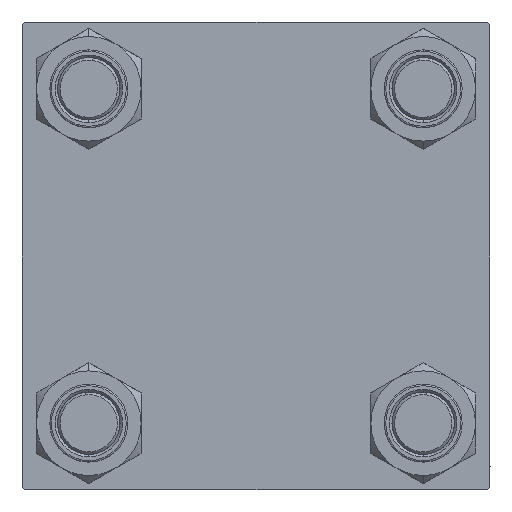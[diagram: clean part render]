
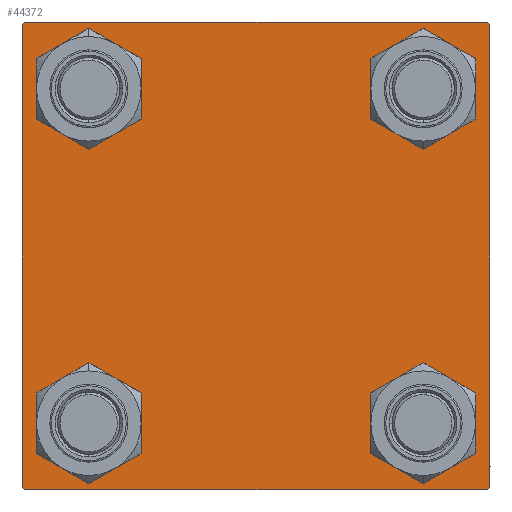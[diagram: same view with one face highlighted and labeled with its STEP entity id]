
A CAD part, left-side view. The second image highlights one B-rep face of the part: STEP entity #44372.
In plain terms, the highlighted planar face has unit normal (-1, 0, 0).
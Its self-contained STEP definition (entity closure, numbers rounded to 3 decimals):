
#70 = DIRECTION ( 'NONE',  ( 1., 0., 0. ) ) ;
#787 = CARTESIAN_POINT ( 'NONE',  ( 0., -45., 44.5 ) ) ;
#792 = CARTESIAN_POINT ( 'NONE',  ( 0., -32.15, 25.65 ) ) ;
#1441 = CARTESIAN_POINT ( 'NONE',  ( 0., -32.15, 32.15 ) ) ;
#1733 = EDGE_LOOP ( 'NONE', ( #2539, #11182 ) ) ;
#2539 = ORIENTED_EDGE ( 'NONE', *, *, #29656, .T. ) ;
#3547 = EDGE_CURVE ( 'NONE', #44792, #8079, #32126, .T. ) ;
#3657 = AXIS2_PLACEMENT_3D ( 'NONE', #1441, #17335, #35794 ) ;
#3813 = ORIENTED_EDGE ( 'NONE', *, *, #36562, .T. ) ;
#5260 = DIRECTION ( 'NONE',  ( -1., 0., 0. ) ) ;
#5267 = ORIENTED_EDGE ( 'NONE', *, *, #14960, .T. ) ;
#5784 = VERTEX_POINT ( 'NONE', #16799 ) ;
#6015 = ORIENTED_EDGE ( 'NONE', *, *, #3547, .T. ) ;
#6129 = ORIENTED_EDGE ( 'NONE', *, *, #36464, .T. ) ;
#6167 = DIRECTION ( 'NONE',  ( 0., 0.707, 0.707 ) ) ;
#6296 = VERTEX_POINT ( 'NONE', #11517 ) ;
#7385 = CARTESIAN_POINT ( 'NONE',  ( 0., -32.15, -38.65 ) ) ;
#7457 = LINE ( 'NONE', #50517, #37052 ) ;
#7521 = EDGE_CURVE ( 'NONE', #24242, #11711, #8678, .T. ) ;
#7579 = VERTEX_POINT ( 'NONE', #44829 ) ;
#7744 = EDGE_CURVE ( 'NONE', #31052, #48111, #30644, .T. ) ;
#7856 = ORIENTED_EDGE ( 'NONE', *, *, #41337, .T. ) ;
#8079 = VERTEX_POINT ( 'NONE', #45965 ) ;
#8678 = LINE ( 'NONE', #33269, #10192 ) ;
#9660 = CARTESIAN_POINT ( 'NONE',  ( 0., 45., -45. ) ) ;
#9862 = CARTESIAN_POINT ( 'NONE',  ( 0., 0., 0. ) ) ;
#9943 = CIRCLE ( 'NONE', #19803, 6.5 ) ;
#10152 = DIRECTION ( 'NONE',  ( 0., 0., 1. ) ) ;
#10192 = VECTOR ( 'NONE', #24320, 1000. ) ;
#10246 = CARTESIAN_POINT ( 'NONE',  ( 0., 32.15, 38.65 ) ) ;
#10649 = EDGE_LOOP ( 'NONE', ( #22232, #7856, #44760, #23255, #26701, #35476, #23098, #50469 ) ) ;
#10836 = DIRECTION ( 'NONE',  ( 0., 0., -1. ) ) ;
#11182 = ORIENTED_EDGE ( 'NONE', *, *, #7744, .T. ) ;
#11517 = CARTESIAN_POINT ( 'NONE',  ( 0., 32.15, -25.65 ) ) ;
#11711 = VERTEX_POINT ( 'NONE', #24034 ) ;
#12156 = VERTEX_POINT ( 'NONE', #21662 ) ;
#12541 = VECTOR ( 'NONE', #30746, 1000. ) ;
#13241 = CIRCLE ( 'NONE', #34495, 6.5 ) ;
#13312 = DIRECTION ( 'NONE',  ( 0., 0., 1. ) ) ;
#13580 = VERTEX_POINT ( 'NONE', #31493 ) ;
#13721 = FACE_BOUND ( 'NONE', #22474, .T. ) ;
#13770 = LINE ( 'NONE', #9660, #24859 ) ;
#14137 = CARTESIAN_POINT ( 'NONE',  ( 0., 32.15, -32.15 ) ) ;
#14198 = AXIS2_PLACEMENT_3D ( 'NONE', #9862, #5260, #24990 ) ;
#14960 = EDGE_CURVE ( 'NONE', #5784, #6296, #50401, .T. ) ;
#16533 = FACE_OUTER_BOUND ( 'NONE', #10649, .T. ) ;
#16799 = CARTESIAN_POINT ( 'NONE',  ( 0., 32.15, -38.65 ) ) ;
#17335 = DIRECTION ( 'NONE',  ( 1., 0., 0. ) ) ;
#17677 = LINE ( 'NONE', #33288, #38784 ) ;
#18160 = DIRECTION ( 'NONE',  ( 0., 0., 1. ) ) ;
#18217 = LINE ( 'NONE', #29233, #28090 ) ;
#18258 = AXIS2_PLACEMENT_3D ( 'NONE', #25280, #21947, #10152 ) ;
#18269 = DIRECTION ( 'NONE',  ( 0., 0., 1. ) ) ;
#18500 = DIRECTION ( 'NONE',  ( 0., 0., 1. ) ) ;
#18969 = CARTESIAN_POINT ( 'NONE',  ( 0., 32.15, 32.15 ) ) ;
#19803 = AXIS2_PLACEMENT_3D ( 'NONE', #18969, #33557, #26395 ) ;
#20389 = FACE_BOUND ( 'NONE', #1733, .T. ) ;
#20898 = PLANE ( 'NONE',  #14198 ) ;
#21125 = CARTESIAN_POINT ( 'NONE',  ( 0., 45., 45. ) ) ;
#21662 = CARTESIAN_POINT ( 'NONE',  ( 0., -44.5, 45. ) ) ;
#21947 = DIRECTION ( 'NONE',  ( 1., 0., 0. ) ) ;
#22116 = CARTESIAN_POINT ( 'NONE',  ( 0., 45., 45. ) ) ;
#22232 = ORIENTED_EDGE ( 'NONE', *, *, #34870, .T. ) ;
#22251 = CARTESIAN_POINT ( 'NONE',  ( 0., -32.15, 32.15 ) ) ;
#22474 = EDGE_LOOP ( 'NONE', ( #24358, #5267 ) ) ;
#22733 = EDGE_CURVE ( 'NONE', #29917, #25638, #43301, .T. ) ;
#22783 = EDGE_LOOP ( 'NONE', ( #44096, #6129 ) ) ;
#23098 = ORIENTED_EDGE ( 'NONE', *, *, #33953, .F. ) ;
#23255 = ORIENTED_EDGE ( 'NONE', *, *, #39321, .T. ) ;
#24034 = CARTESIAN_POINT ( 'NONE',  ( 0., 45., 44.5 ) ) ;
#24242 = VERTEX_POINT ( 'NONE', #47058 ) ;
#24320 = DIRECTION ( 'NONE',  ( 0., 0.707, -0.707 ) ) ;
#24358 = ORIENTED_EDGE ( 'NONE', *, *, #26365, .T. ) ;
#24582 = CIRCLE ( 'NONE', #37697, 6.5 ) ;
#24859 = VECTOR ( 'NONE', #48361, 1000. ) ;
#24990 = DIRECTION ( 'NONE',  ( 0., 0., 1. ) ) ;
#25280 = CARTESIAN_POINT ( 'NONE',  ( 0., 32.15, 32.15 ) ) ;
#25638 = VERTEX_POINT ( 'NONE', #7385 ) ;
#25667 = DIRECTION ( 'NONE',  ( 1., 0., 0. ) ) ;
#25953 = CARTESIAN_POINT ( 'NONE',  ( 0., 32.15, -32.15 ) ) ;
#26365 = EDGE_CURVE ( 'NONE', #6296, #5784, #24582, .T. ) ;
#26395 = DIRECTION ( 'NONE',  ( 0., 0., 1. ) ) ;
#26701 = ORIENTED_EDGE ( 'NONE', *, *, #45362, .F. ) ;
#28045 = CARTESIAN_POINT ( 'NONE',  ( 0., -32.15, 38.65 ) ) ;
#28090 = VECTOR ( 'NONE', #6167, 1000. ) ;
#28353 = CARTESIAN_POINT ( 'NONE',  ( 0., -32.15, -25.65 ) ) ;
#28902 = CARTESIAN_POINT ( 'NONE',  ( 0., 44.5, -45. ) ) ;
#29233 = CARTESIAN_POINT ( 'NONE',  ( 0., -44.75, 44.75 ) ) ;
#29656 = EDGE_CURVE ( 'NONE', #48111, #31052, #39426, .T. ) ;
#29917 = VERTEX_POINT ( 'NONE', #28353 ) ;
#30644 = CIRCLE ( 'NONE', #3657, 6.5 ) ;
#30695 = DIRECTION ( 'NONE',  ( 1., 0., 0. ) ) ;
#30746 = DIRECTION ( 'NONE',  ( 0., -0.707, -0.707 ) ) ;
#31052 = VERTEX_POINT ( 'NONE', #792 ) ;
#31160 = VECTOR ( 'NONE', #36997, 1000. ) ;
#31493 = CARTESIAN_POINT ( 'NONE',  ( 0., -45., -44.5 ) ) ;
#31823 = AXIS2_PLACEMENT_3D ( 'NONE', #33528, #36881, #13312 ) ;
#32126 = CIRCLE ( 'NONE', #18258, 6.5 ) ;
#33147 = LINE ( 'NONE', #21125, #31160 ) ;
#33269 = CARTESIAN_POINT ( 'NONE',  ( 0., 44.75, 44.75 ) ) ;
#33288 = CARTESIAN_POINT ( 'NONE',  ( 0., -45., 45. ) ) ;
#33528 = CARTESIAN_POINT ( 'NONE',  ( 0., -32.15, -32.15 ) ) ;
#33557 = DIRECTION ( 'NONE',  ( 1., 0., 0. ) ) ;
#33953 = EDGE_CURVE ( 'NONE', #24242, #12156, #33147, .T. ) ;
#34336 = CARTESIAN_POINT ( 'NONE',  ( 0., 44.75, -44.75 ) ) ;
#34495 = AXIS2_PLACEMENT_3D ( 'NONE', #38521, #70, #39031 ) ;
#34525 = AXIS2_PLACEMENT_3D ( 'NONE', #22251, #30695, #18160 ) ;
#34870 = EDGE_CURVE ( 'NONE', #11711, #43433, #37492, .T. ) ;
#34876 = DIRECTION ( 'NONE',  ( 0., -0.707, 0.707 ) ) ;
#35476 = ORIENTED_EDGE ( 'NONE', *, *, #41278, .T. ) ;
#35794 = DIRECTION ( 'NONE',  ( 0., 0., 1. ) ) ;
#36009 = FACE_BOUND ( 'NONE', #22783, .T. ) ;
#36464 = EDGE_CURVE ( 'NONE', #25638, #29917, #13241, .T. ) ;
#36562 = EDGE_CURVE ( 'NONE', #8079, #44792, #9943, .T. ) ;
#36881 = DIRECTION ( 'NONE',  ( 1., 0., 0. ) ) ;
#36997 = DIRECTION ( 'NONE',  ( 0., -1., 0. ) ) ;
#37052 = VECTOR ( 'NONE', #34876, 1000. ) ;
#37286 = FACE_BOUND ( 'NONE', #38672, .T. ) ;
#37492 = LINE ( 'NONE', #22116, #40197 ) ;
#37697 = AXIS2_PLACEMENT_3D ( 'NONE', #14137, #25667, #18500 ) ;
#38521 = CARTESIAN_POINT ( 'NONE',  ( 0., -32.15, -32.15 ) ) ;
#38672 = EDGE_LOOP ( 'NONE', ( #6015, #3813 ) ) ;
#38784 = VECTOR ( 'NONE', #41244, 1000. ) ;
#38801 = CARTESIAN_POINT ( 'NONE',  ( 0., 45., -44.5 ) ) ;
#38999 = VERTEX_POINT ( 'NONE', #28902 ) ;
#39031 = DIRECTION ( 'NONE',  ( 0., 0., 1. ) ) ;
#39321 = EDGE_CURVE ( 'NONE', #7579, #13580, #7457, .T. ) ;
#39426 = CIRCLE ( 'NONE', #34525, 6.5 ) ;
#40197 = VECTOR ( 'NONE', #10836, 1000. ) ;
#41244 = DIRECTION ( 'NONE',  ( 0., 0., -1. ) ) ;
#41278 = EDGE_CURVE ( 'NONE', #47173, #12156, #18217, .T. ) ;
#41337 = EDGE_CURVE ( 'NONE', #43433, #38999, #43296, .T. ) ;
#43296 = LINE ( 'NONE', #34336, #12541 ) ;
#43301 = CIRCLE ( 'NONE', #31823, 6.5 ) ;
#43433 = VERTEX_POINT ( 'NONE', #38801 ) ;
#43854 = AXIS2_PLACEMENT_3D ( 'NONE', #25953, #49016, #18269 ) ;
#44096 = ORIENTED_EDGE ( 'NONE', *, *, #22733, .T. ) ;
#44372 = ADVANCED_FACE ( 'NONE', ( #20389, #36009, #13721, #37286, #16533 ), #20898, .T. ) ;
#44760 = ORIENTED_EDGE ( 'NONE', *, *, #45684, .T. ) ;
#44792 = VERTEX_POINT ( 'NONE', #10246 ) ;
#44829 = CARTESIAN_POINT ( 'NONE',  ( 0., -44.5, -45. ) ) ;
#45362 = EDGE_CURVE ( 'NONE', #47173, #13580, #17677, .T. ) ;
#45684 = EDGE_CURVE ( 'NONE', #38999, #7579, #13770, .T. ) ;
#45965 = CARTESIAN_POINT ( 'NONE',  ( 0., 32.15, 25.65 ) ) ;
#47058 = CARTESIAN_POINT ( 'NONE',  ( 0., 44.5, 45. ) ) ;
#47173 = VERTEX_POINT ( 'NONE', #787 ) ;
#48111 = VERTEX_POINT ( 'NONE', #28045 ) ;
#48361 = DIRECTION ( 'NONE',  ( 0., -1., 0. ) ) ;
#49016 = DIRECTION ( 'NONE',  ( 1., 0., 0. ) ) ;
#50401 = CIRCLE ( 'NONE', #43854, 6.5 ) ;
#50469 = ORIENTED_EDGE ( 'NONE', *, *, #7521, .T. ) ;
#50517 = CARTESIAN_POINT ( 'NONE',  ( 0., -44.75, -44.75 ) ) ;
